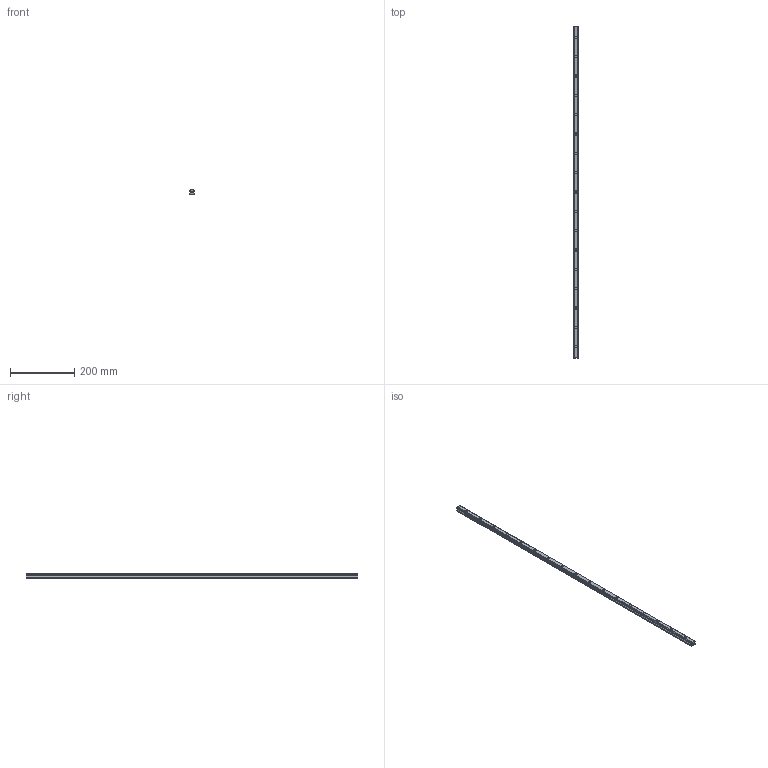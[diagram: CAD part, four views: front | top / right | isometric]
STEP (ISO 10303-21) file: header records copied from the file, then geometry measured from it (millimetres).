
FILE_DESCRIPTION(('STEP AP214'),'1');
FILE_NAME('cctmp_1396B938-4DC7-4C1C-89AC-0C3D391361DB_2020_5_13_8_24_55_25..stp','2020-05-13T06:24:55',('HIWIN GmbH'),('CADClick - www.CADClick.com'),'Spatial InterOp 3D',' ','unknown authorization');
FILE_SCHEMA(('AUTOMOTIVE_DESIGN'));
Length unit declared in the file: millimetre
Products named in the file (1): HGR15R1030H_FILE
Bounding box: 15 x 1030 x 15 mm (x, y, z)
Volume: 189305.2 mm3; surface area: 68767.6 mm2
Topology: 1 solids, 1 shells, 268 faces, 633 edges, 422 vertices
Faces by surface type: plane 140, cylinder 128
Entity records: 9961 total; most frequent: DIRECTION 1427, CARTESIAN_POINT 1324, ORIENTED_EDGE 1266, EDGE_CURVE 633, AXIS2_PLACEMENT_3D 525, VERTEX_POINT 422, LINE 377, VECTOR 377
